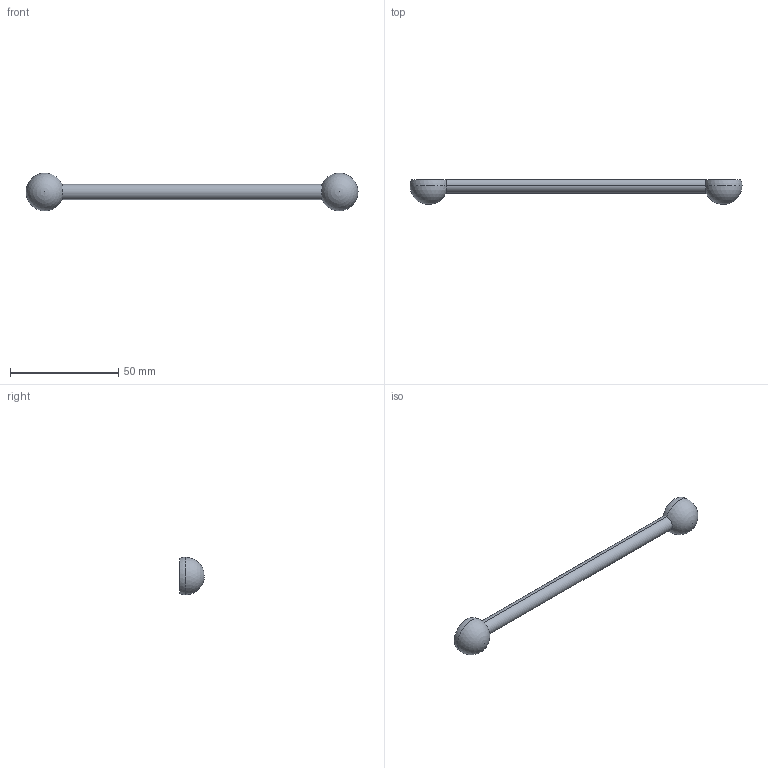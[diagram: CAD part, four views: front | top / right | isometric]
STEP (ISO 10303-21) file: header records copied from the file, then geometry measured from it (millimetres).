
FILE_DESCRIPTION (( 'STEP AP203' ), '1' );
FILE_NAME ('m2 - copy_Default_sldprt.STEP', '2024-06-06T00:56:51', ( '' ), ( '' ), 'SwSTEP 2.0', 'SolidWorks 2022', '' );
FILE_SCHEMA (( 'CONFIG_CONTROL_DESIGN' ));
Length unit declared in the file: millimetre
Products named in the file (1): m2 - copy_Default_sldprt
Bounding box: 153.33 x 11.45 x 17.39 mm (x, y, z)
Volume: 7170.6 mm3; surface area: 4628.6 mm2
Topology: 1 solids, 1 shells, 12 faces, 38 edges, 26 vertices
Faces by surface type: sphere 8, cylinder 3, plane 1
Entity records: 413 total; most frequent: DIRECTION 70, CARTESIAN_POINT 55, ORIENTED_EDGE 48, AXIS2_PLACEMENT_3D 33, EDGE_CURVE 24, CIRCLE 20, VERTEX_POINT 18, EDGE_LOOP 16
